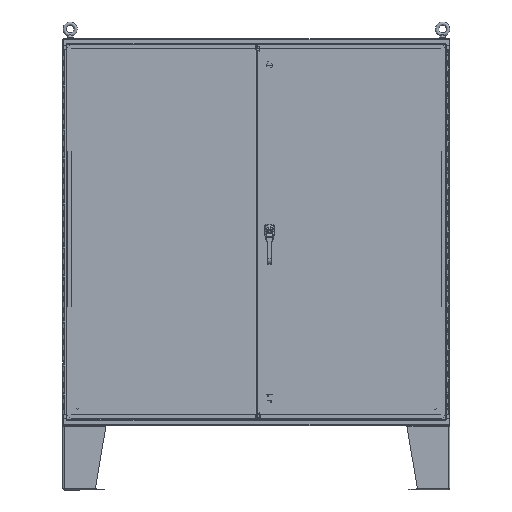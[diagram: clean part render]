
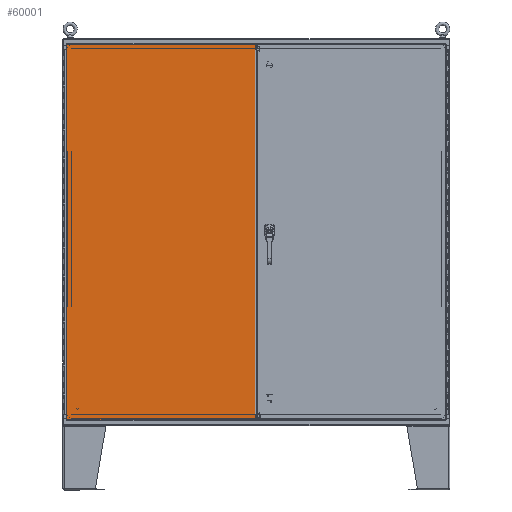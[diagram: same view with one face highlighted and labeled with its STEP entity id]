
A CAD part, top view. The second image highlights one B-rep face of the part: STEP entity #60001.
In plain terms, the highlighted planar face has unit normal (0, 0, 1).
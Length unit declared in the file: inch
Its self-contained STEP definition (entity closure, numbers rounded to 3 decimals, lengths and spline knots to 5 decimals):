
#245 = CARTESIAN_POINT ( 'NONE',  ( 35.77147, 70.09385, 21.16033 ) ) ;
#870 = LINE ( 'NONE', #19994, #56829 ) ;
#3440 = ORIENTED_EDGE ( 'NONE', *, *, #20121, .F. ) ;
#4518 = VERTEX_POINT ( 'NONE', #42217 ) ;
#4596 = DIRECTION ( 'NONE',  ( 1., 0., 0. ) ) ;
#4925 = CARTESIAN_POINT ( 'NONE',  ( 35.74002, 1.84375, 21.16033 ) ) ;
#5730 = ORIENTED_EDGE ( 'NONE', *, *, #109638, .T. ) ;
#7557 = EDGE_LOOP ( 'NONE', ( #17075, #5730, #67668, #12454, #69755, #122560, #126512, #3440, #17801, #38123, #75487, #27950 ) ) ;
#11541 = LINE ( 'NONE', #98459, #64126 ) ;
#12168 = LINE ( 'NONE', #56164, #33449 ) ;
#12454 = ORIENTED_EDGE ( 'NONE', *, *, #83186, .T. ) ;
#13894 = DIRECTION ( 'NONE',  ( 0., 1., 0. ) ) ;
#15084 = DIRECTION ( 'NONE',  ( 1., 0., 0. ) ) ;
#16605 = VECTOR ( 'NONE', #29663, 39.37008 ) ;
#17075 = ORIENTED_EDGE ( 'NONE', *, *, #56227, .T. ) ;
#17217 = VERTEX_POINT ( 'NONE', #64579 ) ;
#17801 = ORIENTED_EDGE ( 'NONE', *, *, #60326, .F. ) ;
#18446 = CARTESIAN_POINT ( 'NONE',  ( 18.14647, 70.9376, 21.16033 ) ) ;
#18566 = VERTEX_POINT ( 'NONE', #101856 ) ;
#19477 = LINE ( 'NONE', #19803, #45832 ) ;
#19803 = CARTESIAN_POINT ( 'NONE',  ( 18.14647, 70.09405, 21.16033 ) ) ;
#19994 = CARTESIAN_POINT ( 'NONE',  ( 0.64642, 35.9688, 21.16033 ) ) ;
#20121 = EDGE_CURVE ( 'NONE', #55198, #4518, #102460, .T. ) ;
#22391 = CARTESIAN_POINT ( 'NONE',  ( 0.64642, 70.9376, 21.16033 ) ) ;
#23456 = CARTESIAN_POINT ( 'NONE',  ( 35.77147, 1., 21.16033 ) ) ;
#24230 = PLANE ( 'NONE',  #85310 ) ;
#27844 = DIRECTION ( 'NONE',  ( 1., 0., 0. ) ) ;
#27950 = ORIENTED_EDGE ( 'NONE', *, *, #54873, .F. ) ;
#28490 = VERTEX_POINT ( 'NONE', #112896 ) ;
#29663 = DIRECTION ( 'NONE',  ( 0., -1., 0. ) ) ;
#30306 = DIRECTION ( 'NONE',  ( 1., 0., 0. ) ) ;
#32371 = VECTOR ( 'NONE', #84358, 39.37008 ) ;
#33449 = VECTOR ( 'NONE', #4596, 39.37008 ) ;
#35435 = VERTEX_POINT ( 'NONE', #118028 ) ;
#36759 = VECTOR ( 'NONE', #95399, 39.37008 ) ;
#38118 = CARTESIAN_POINT ( 'NONE',  ( 35.74002, 70.09385, 21.16033 ) ) ;
#38123 = ORIENTED_EDGE ( 'NONE', *, *, #135350, .F. ) ;
#41061 = VECTOR ( 'NONE', #58905, 39.37008 ) ;
#42217 = CARTESIAN_POINT ( 'NONE',  ( 35.77147, 70.9376, 21.16033 ) ) ;
#43632 = DIRECTION ( 'NONE',  ( -1., 0., 0. ) ) ;
#44507 = LINE ( 'NONE', #60956, #16605 ) ;
#45381 = CARTESIAN_POINT ( 'NONE',  ( 18.14647, 35.9688, 21.16033 ) ) ;
#45832 = VECTOR ( 'NONE', #43632, 39.37008 ) ;
#51213 = DIRECTION ( 'NONE',  ( 0., -1., 0. ) ) ;
#54380 = EDGE_CURVE ( 'NONE', #59691, #35435, #19477, .T. ) ;
#54873 = EDGE_CURVE ( 'NONE', #18566, #28490, #12168, .T. ) ;
#55198 = VERTEX_POINT ( 'NONE', #22391 ) ;
#56164 = CARTESIAN_POINT ( 'NONE',  ( 18.14647, 1.84355, 21.16033 ) ) ;
#56227 = EDGE_CURVE ( 'NONE', #18566, #107386, #11541, .T. ) ;
#56829 = VECTOR ( 'NONE', #83421, 39.37008 ) ;
#58905 = DIRECTION ( 'NONE',  ( 0., -1., 0. ) ) ;
#59365 = EDGE_CURVE ( 'NONE', #4518, #59691, #44507, .T. ) ;
#59691 = VERTEX_POINT ( 'NONE', #75588 ) ;
#60001 = ADVANCED_FACE ( 'NONE', ( #65222 ), #24230, .F. ) ;
#60326 = EDGE_CURVE ( 'NONE', #17217, #55198, #870, .T. ) ;
#60956 = CARTESIAN_POINT ( 'NONE',  ( 35.77147, 0.87505, 21.16033 ) ) ;
#62532 = VERTEX_POINT ( 'NONE', #93292 ) ;
#63165 = EDGE_CURVE ( 'NONE', #28490, #132393, #110612, .T. ) ;
#64126 = VECTOR ( 'NONE', #13894, 39.37008 ) ;
#64579 = CARTESIAN_POINT ( 'NONE',  ( 0.64642, 1., 21.16033 ) ) ;
#64942 = CARTESIAN_POINT ( 'NONE',  ( 18.14647, 1., 21.16033 ) ) ;
#65222 = FACE_OUTER_BOUND ( 'NONE', #7557, .T. ) ;
#67668 = ORIENTED_EDGE ( 'NONE', *, *, #95702, .F. ) ;
#68350 = VERTEX_POINT ( 'NONE', #135555 ) ;
#69088 = LINE ( 'NONE', #102453, #41061 ) ;
#69755 = ORIENTED_EDGE ( 'NONE', *, *, #130554, .T. ) ;
#73581 = LINE ( 'NONE', #245, #32371 ) ;
#73781 = LINE ( 'NONE', #4925, #98477 ) ;
#75487 = ORIENTED_EDGE ( 'NONE', *, *, #63165, .F. ) ;
#75588 = CARTESIAN_POINT ( 'NONE',  ( 35.77147, 70.09405, 21.16033 ) ) ;
#82735 = VECTOR ( 'NONE', #51213, 39.37008 ) ;
#83186 = EDGE_CURVE ( 'NONE', #68350, #62532, #73581, .T. ) ;
#83421 = DIRECTION ( 'NONE',  ( 0., 1., 0. ) ) ;
#84358 = DIRECTION ( 'NONE',  ( -1., 0., 0. ) ) ;
#85310 = AXIS2_PLACEMENT_3D ( 'NONE', #45381, #118882, #27844 ) ;
#86317 = CARTESIAN_POINT ( 'NONE',  ( 35.74002, 1.84375, 21.16033 ) ) ;
#92109 = CARTESIAN_POINT ( 'NONE',  ( 35.74022, 1.84375, 21.16033 ) ) ;
#93099 = VECTOR ( 'NONE', #110248, 39.37008 ) ;
#93292 = CARTESIAN_POINT ( 'NONE',  ( 35.74002, 70.09385, 21.16033 ) ) ;
#95399 = DIRECTION ( 'NONE',  ( -1., 0., 0. ) ) ;
#95702 = EDGE_CURVE ( 'NONE', #68350, #122791, #69088, .T. ) ;
#97661 = LINE ( 'NONE', #64942, #36759 ) ;
#98459 = CARTESIAN_POINT ( 'NONE',  ( 35.74002, 1.84355, 21.16033 ) ) ;
#98477 = VECTOR ( 'NONE', #15084, 39.37008 ) ;
#101856 = CARTESIAN_POINT ( 'NONE',  ( 35.74002, 1.84355, 21.16033 ) ) ;
#102453 = CARTESIAN_POINT ( 'NONE',  ( 35.74022, 35.9688, 21.16033 ) ) ;
#102460 = LINE ( 'NONE', #18446, #114012 ) ;
#103987 = CARTESIAN_POINT ( 'NONE',  ( 35.77147, 0.87505, 21.16033 ) ) ;
#107386 = VERTEX_POINT ( 'NONE', #86317 ) ;
#109638 = EDGE_CURVE ( 'NONE', #107386, #122791, #73781, .T. ) ;
#110248 = DIRECTION ( 'NONE',  ( 0., 1., 0. ) ) ;
#110612 = LINE ( 'NONE', #103987, #82735 ) ;
#112896 = CARTESIAN_POINT ( 'NONE',  ( 35.77147, 1.84355, 21.16033 ) ) ;
#114012 = VECTOR ( 'NONE', #30306, 39.37008 ) ;
#118028 = CARTESIAN_POINT ( 'NONE',  ( 35.74002, 70.09405, 21.16033 ) ) ;
#118882 = DIRECTION ( 'NONE',  ( 0., 0., -1. ) ) ;
#122560 = ORIENTED_EDGE ( 'NONE', *, *, #54380, .F. ) ;
#122791 = VERTEX_POINT ( 'NONE', #92109 ) ;
#126512 = ORIENTED_EDGE ( 'NONE', *, *, #59365, .F. ) ;
#130554 = EDGE_CURVE ( 'NONE', #62532, #35435, #130904, .T. ) ;
#130904 = LINE ( 'NONE', #38118, #93099 ) ;
#132393 = VERTEX_POINT ( 'NONE', #23456 ) ;
#135350 = EDGE_CURVE ( 'NONE', #132393, #17217, #97661, .T. ) ;
#135555 = CARTESIAN_POINT ( 'NONE',  ( 35.74022, 70.09385, 21.16033 ) ) ;
